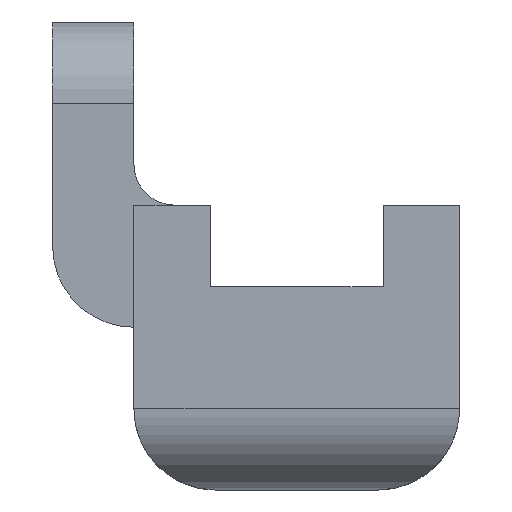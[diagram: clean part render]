
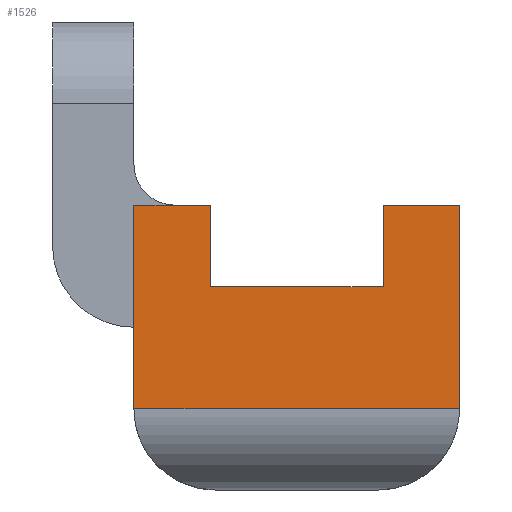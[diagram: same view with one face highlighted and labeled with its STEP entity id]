
A CAD part, left-side view. The second image highlights one B-rep face of the part: STEP entity #1526.
In plain terms, the highlighted planar face has unit normal (-1, 0, 0).
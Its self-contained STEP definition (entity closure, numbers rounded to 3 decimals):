
#100 = CARTESIAN_POINT ( 'NONE',  ( -157.53, 43.402, 6. ) ) ;
#125 = VERTEX_POINT ( 'NONE', #232 ) ;
#164 = ORIENTED_EDGE ( 'NONE', *, *, #757, .T. ) ;
#194 = DIRECTION ( 'NONE',  ( 0., 0., -1. ) ) ;
#196 = VERTEX_POINT ( 'NONE', #354 ) ;
#232 = CARTESIAN_POINT ( 'NONE',  ( -157.53, 43.402, 2. ) ) ;
#235 = VERTEX_POINT ( 'NONE', #1728 ) ;
#237 = DIRECTION ( 'NONE',  ( 0., 0., -1. ) ) ;
#238 = EDGE_CURVE ( 'NONE', #196, #1379, #943, .T. ) ;
#276 = LINE ( 'NONE', #100, #1763 ) ;
#303 = VECTOR ( 'NONE', #237, 1000. ) ;
#347 = PLANE ( 'NONE',  #644 ) ;
#354 = CARTESIAN_POINT ( 'NONE',  ( -157.53, 31.152, 6. ) ) ;
#371 = DIRECTION ( 'NONE',  ( 0., -1., 0. ) ) ;
#404 = VECTOR ( 'NONE', #1388, 1000. ) ;
#455 = CARTESIAN_POINT ( 'NONE',  ( -157.53, 43.402, 6. ) ) ;
#496 = VERTEX_POINT ( 'NONE', #455 ) ;
#512 = CARTESIAN_POINT ( 'NONE',  ( -157.53, 47.152, 6. ) ) ;
#523 = LINE ( 'NONE', #512, #765 ) ;
#524 = ORIENTED_EDGE ( 'NONE', *, *, #1839, .T. ) ;
#531 = CARTESIAN_POINT ( 'NONE',  ( -157.53, 47.152, 6. ) ) ;
#596 = LINE ( 'NONE', #1242, #1810 ) ;
#644 = AXIS2_PLACEMENT_3D ( 'NONE', #946, #645, #982 ) ;
#645 = DIRECTION ( 'NONE',  ( 1., 0., 0. ) ) ;
#653 = EDGE_LOOP ( 'NONE', ( #855, #524, #1424, #1498, #164, #1071, #973, #881 ) ) ;
#658 = CARTESIAN_POINT ( 'NONE',  ( -157.53, 34.902, 6. ) ) ;
#697 = DIRECTION ( 'NONE',  ( 0., -1., 0. ) ) ;
#757 = EDGE_CURVE ( 'NONE', #235, #1044, #1867, .T. ) ;
#765 = VECTOR ( 'NONE', #371, 1000. ) ;
#777 = LINE ( 'NONE', #1201, #404 ) ;
#844 = VECTOR ( 'NONE', #194, 1000. ) ;
#855 = ORIENTED_EDGE ( 'NONE', *, *, #1362, .T. ) ;
#881 = ORIENTED_EDGE ( 'NONE', *, *, #1331, .F. ) ;
#882 = DIRECTION ( 'NONE',  ( 0., 0., 1. ) ) ;
#943 = LINE ( 'NONE', #1548, #844 ) ;
#946 = CARTESIAN_POINT ( 'NONE',  ( -157.53, 47.152, 6. ) ) ;
#973 = ORIENTED_EDGE ( 'NONE', *, *, #1571, .T. ) ;
#979 = EDGE_CURVE ( 'NONE', #235, #196, #523, .T. ) ;
#982 = DIRECTION ( 'NONE',  ( 0., 0., -1. ) ) ;
#1015 = CARTESIAN_POINT ( 'NONE',  ( -157.53, 47.152, -4. ) ) ;
#1027 = DIRECTION ( 'NONE',  ( 0., 1., 0. ) ) ;
#1044 = VERTEX_POINT ( 'NONE', #1537 ) ;
#1048 = VERTEX_POINT ( 'NONE', #1757 ) ;
#1071 = ORIENTED_EDGE ( 'NONE', *, *, #1197, .T. ) ;
#1088 = DIRECTION ( 'NONE',  ( 0., -1., 0. ) ) ;
#1135 = VECTOR ( 'NONE', #1027, 1000. ) ;
#1197 = EDGE_CURVE ( 'NONE', #1044, #125, #1312, .T. ) ;
#1201 = CARTESIAN_POINT ( 'NONE',  ( -157.53, 47.152, 6. ) ) ;
#1241 = CARTESIAN_POINT ( 'NONE',  ( -157.53, 31.152, -4. ) ) ;
#1242 = CARTESIAN_POINT ( 'NONE',  ( -157.53, 31.152, -4. ) ) ;
#1293 = LINE ( 'NONE', #531, #1797 ) ;
#1312 = LINE ( 'NONE', #1799, #1135 ) ;
#1331 = EDGE_CURVE ( 'NONE', #1048, #496, #1293, .T. ) ;
#1362 = EDGE_CURVE ( 'NONE', #1048, #1712, #777, .T. ) ;
#1379 = VERTEX_POINT ( 'NONE', #1241 ) ;
#1388 = DIRECTION ( 'NONE',  ( 0., 0., -1. ) ) ;
#1424 = ORIENTED_EDGE ( 'NONE', *, *, #238, .F. ) ;
#1498 = ORIENTED_EDGE ( 'NONE', *, *, #979, .F. ) ;
#1526 = ADVANCED_FACE ( 'NONE', ( #1702 ), #347, .F. ) ;
#1537 = CARTESIAN_POINT ( 'NONE',  ( -157.53, 34.902, 2. ) ) ;
#1548 = CARTESIAN_POINT ( 'NONE',  ( -157.53, 31.152, 6. ) ) ;
#1571 = EDGE_CURVE ( 'NONE', #125, #496, #276, .T. ) ;
#1702 = FACE_OUTER_BOUND ( 'NONE', #653, .T. ) ;
#1712 = VERTEX_POINT ( 'NONE', #1015 ) ;
#1728 = CARTESIAN_POINT ( 'NONE',  ( -157.53, 34.902, 6. ) ) ;
#1757 = CARTESIAN_POINT ( 'NONE',  ( -157.53, 47.152, 6. ) ) ;
#1763 = VECTOR ( 'NONE', #882, 1000. ) ;
#1797 = VECTOR ( 'NONE', #697, 1000. ) ;
#1799 = CARTESIAN_POINT ( 'NONE',  ( -157.53, 43.402, 2. ) ) ;
#1810 = VECTOR ( 'NONE', #1088, 1000. ) ;
#1839 = EDGE_CURVE ( 'NONE', #1712, #1379, #596, .T. ) ;
#1867 = LINE ( 'NONE', #658, #303 ) ;
